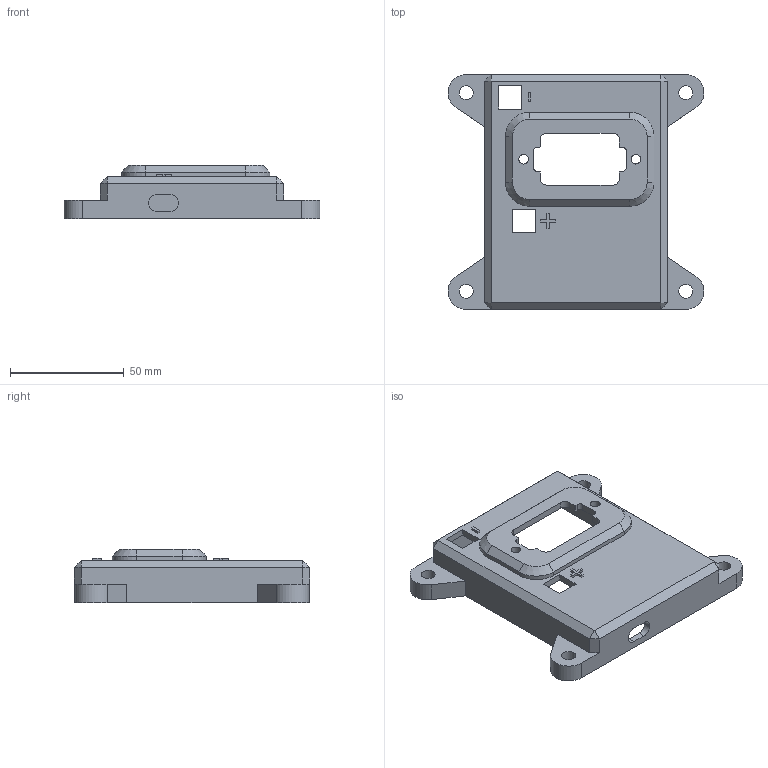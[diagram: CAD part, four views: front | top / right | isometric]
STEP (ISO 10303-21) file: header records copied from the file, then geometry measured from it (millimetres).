
FILE_DESCRIPTION(/* description */ (''),/* implementation_level */ '2;1');
FILE_NAME(/* name */ 'DingoPDM_V7_Case v11.step',/* time_stamp */ '2023-09-04T23:19:51-04:00',/* author */ (''),/* organization */ (''),/* preprocessor_version */ 'ST-DEVELOPER v20',/* originating_system */ 'Autodesk Translation Framework v12.9.0.99',/* authorisation */ '');
FILE_SCHEMA (('AUTOMOTIVE_DESIGN { 1 0 10303 214 3 1 1 }'));
Length unit declared in the file: millimetre
Products named in the file (2): DingoPDM_V7_Case; Cover
Assembly tree (1 placements, depth 2):
  DingoPDM_V7_Case
    Cover
Bounding box: 112.38 x 103.25 x 23.34 mm (x, y, z)
Volume: 45092.6 mm3; surface area: 31090.5 mm2
Topology: 1 solids, 1 shells, 125 faces, 334 edges, 216 vertices
Faces by surface type: plane 87, cylinder 34, cone 4
Full cylindrical faces by diameter (mm): 4.2 x2, 6.2 x4
Entity records: 3967 total; most frequent: CARTESIAN_POINT 678, ORIENTED_EDGE 668, DIRECTION 662, EDGE_CURVE 334, LINE 262, VECTOR 262, VERTEX_POINT 216, AXIS2_PLACEMENT_3D 200
